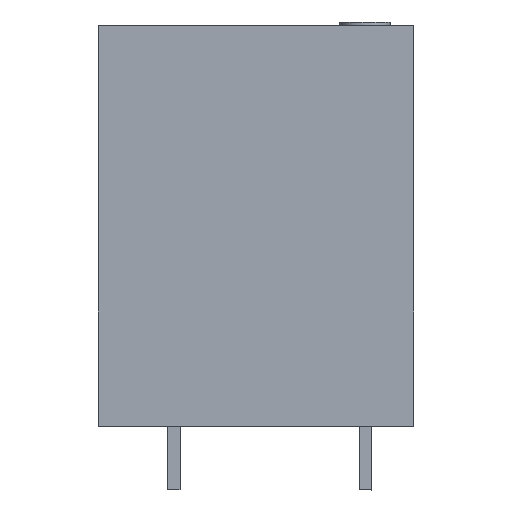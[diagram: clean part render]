
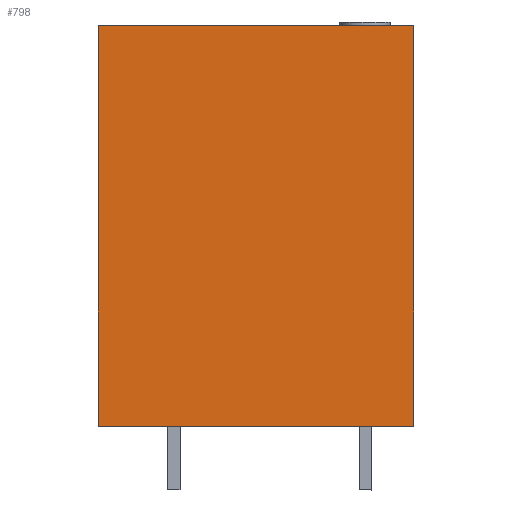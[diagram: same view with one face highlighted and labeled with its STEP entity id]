
A CAD part, left-side view. The second image highlights one B-rep face of the part: STEP entity #798.
In plain terms, the highlighted planar face has unit normal (-1, 0, 0).
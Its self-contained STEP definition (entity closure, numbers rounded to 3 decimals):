
#778=AXIS2_PLACEMENT_3D('Plane Axis2P3D',#775,#776,#777) ;
#97=CARTESIAN_POINT('Vertex',(0.,0.,5.)) ;
#100=CARTESIAN_POINT('Line Origine',(0.,12.35,5.)) ;
#104=CARTESIAN_POINT('Vertex',(0.,24.7,5.)) ;
#443=CARTESIAN_POINT('Line Origine',(0.,0.,20.65)) ;
#447=CARTESIAN_POINT('Vertex',(0.,0.,36.3)) ;
#775=CARTESIAN_POINT('Axis2P3D Location',(0.,24.7,0.)) ;
#780=CARTESIAN_POINT('Line Origine',(0.,24.7,20.65)) ;
#784=CARTESIAN_POINT('Vertex',(0.,24.7,36.3)) ;
#787=CARTESIAN_POINT('Line Origine',(0.,12.35,36.3)) ;
#101=DIRECTION('Vector Direction',(0.,-1.,0.)) ;
#444=DIRECTION('Vector Direction',(0.,0.,1.)) ;
#776=DIRECTION('Axis2P3D Direction',(-1.,0.,0.)) ;
#777=DIRECTION('Axis2P3D XDirection',(0.,-1.,0.)) ;
#781=DIRECTION('Vector Direction',(0.,0.,-1.)) ;
#788=DIRECTION('Vector Direction',(0.,-1.,0.)) ;
#102=VECTOR('Line Direction',#101,1.) ;
#445=VECTOR('Line Direction',#444,1.) ;
#782=VECTOR('Line Direction',#781,1.) ;
#789=VECTOR('Line Direction',#788,1.) ;
#793=ORIENTED_EDGE('',*,*,#786,.T.) ;
#794=ORIENTED_EDGE('',*,*,#106,.T.) ;
#795=ORIENTED_EDGE('',*,*,#449,.T.) ;
#796=ORIENTED_EDGE('',*,*,#791,.T.) ;
#798=ADVANCED_FACE('HOUSING',(#797),#779,.T.) ;
#106=EDGE_CURVE('',#105,#98,#103,.T.) ;
#449=EDGE_CURVE('',#98,#448,#446,.T.) ;
#786=EDGE_CURVE('',#785,#105,#783,.T.) ;
#791=EDGE_CURVE('',#448,#785,#790,.F.) ;
#792=EDGE_LOOP('',(#793,#794,#795,#796)) ;
#797=FACE_OUTER_BOUND('',#792,.T.) ;
#103=LINE('Line',#100,#102) ;
#446=LINE('Line',#443,#445) ;
#783=LINE('Line',#780,#782) ;
#790=LINE('Line',#787,#789) ;
#779=PLANE('',#778) ;
#98=VERTEX_POINT('',#97) ;
#105=VERTEX_POINT('',#104) ;
#448=VERTEX_POINT('',#447) ;
#785=VERTEX_POINT('',#784) ;
